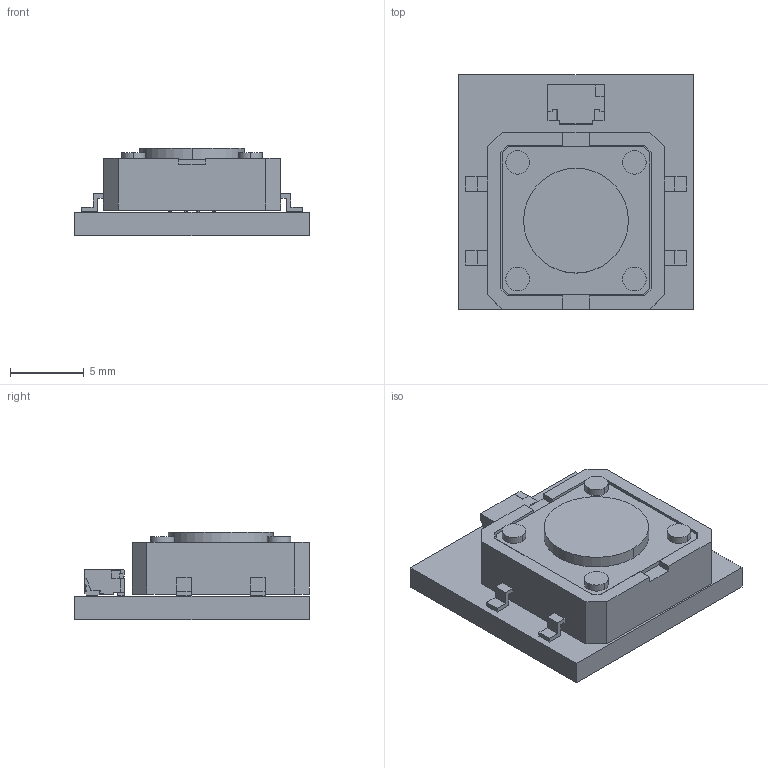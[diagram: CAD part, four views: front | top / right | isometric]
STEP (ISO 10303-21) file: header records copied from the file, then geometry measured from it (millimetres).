
FILE_DESCRIPTION(('KiCad electronic assembly'),'2;1');
FILE_NAME('BUTTON V1R0.step','2024-11-12T21:36:44',('Pcbnew'),('Kicad'), 'Open CASCADE STEP processor 7.8','KiCad to STEP converter','Unknown' );
FILE_SCHEMA(('AUTOMOTIVE_DESIGN { 1 0 10303 214 1 1 1 1 }'));
Length unit declared in the file: millimetre
Products named in the file (6): BUTTON V1R0 1; SM02B-SURS-TF-LF--SN---3DModel-STEP-1; SM02B-SURS-TF(LF)(SN); 12mm_Tact_Button; B3FS_4002P; BUTTON V1R0_PCB
Assembly tree (5 placements, depth 3):
  BUTTON V1R0 1
    SM02B-SURS-TF-LF--SN---3DModel-STEP-1
      SM02B-SURS-TF(LF)(SN)
    12mm_Tact_Button
      B3FS_4002P
    BUTTON V1R0_PCB
Bounding box: 15.9 x 15.9 x 5.95 mm (x, y, z)
Volume: 938.1 mm3; surface area: 1205 mm2
Topology: 7 solids, 7 shells, 311 faces, 838 edges, 546 vertices
Faces by surface type: plane 287, cylinder 24
Entity records: 9649 total; most frequent: CARTESIAN_POINT 1701, ORIENTED_EDGE 1676, DIRECTION 1520, EDGE_CURVE 838, LINE 790, VECTOR 790, VERTEX_POINT 546, AXIS2_PLACEMENT_3D 365
